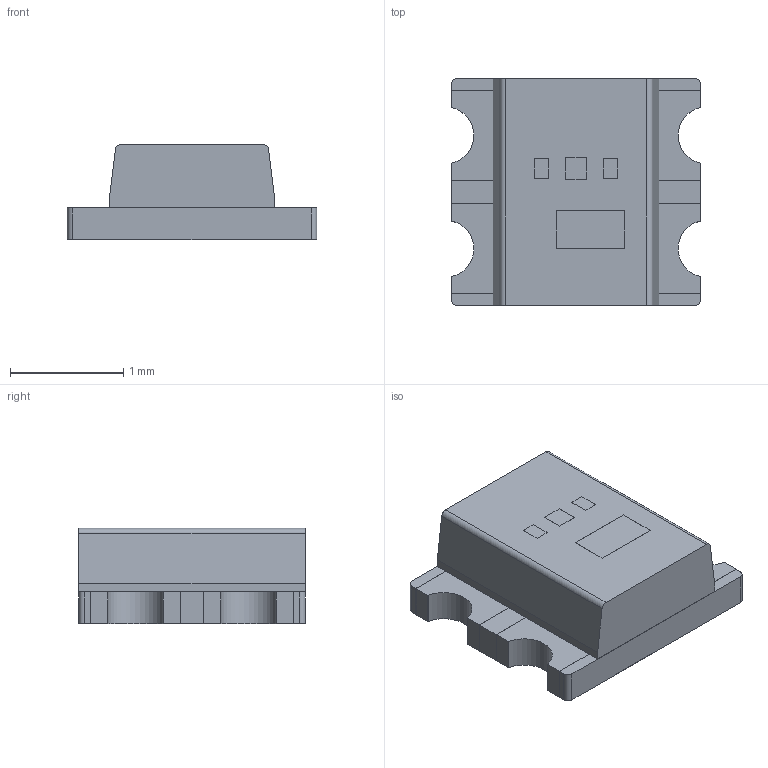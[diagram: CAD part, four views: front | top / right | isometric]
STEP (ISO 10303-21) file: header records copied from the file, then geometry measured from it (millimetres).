
FILE_DESCRIPTION(/* description */ (''),/* implementation_level */ '2;1');
FILE_NAME(/* name */ 'LED_WS2812_2020.step',/* time_stamp */ '2021-08-05T02:36:55+02:00',/* author */ (''),/* organization */ (''),/* preprocessor_version */ 'ST-DEVELOPER v18.1',/* originating_system */ 'Autodesk Translation Framework v10.9.0.1377',/* authorisation */ '');
FILE_SCHEMA (('AUTOMOTIVE_DESIGN { 1 0 10303 214 3 1 1 }'));
Length unit declared in the file: millimetre
Products named in the file (1): LED_WS2812_2020
Bounding box: 2.2 x 2 x 0.84 mm (x, y, z)
Volume: 2.7 mm3; surface area: 22 mm2
Topology: 3 solids, 3 shells, 94 faces, 252 edges, 168 vertices
Faces by surface type: plane 84, cylinder 10
Entity records: 2979 total; most frequent: CARTESIAN_POINT 515, ORIENTED_EDGE 504, DIRECTION 462, EDGE_CURVE 252, LINE 232, VECTOR 232, VERTEX_POINT 168, AXIS2_PLACEMENT_3D 115
